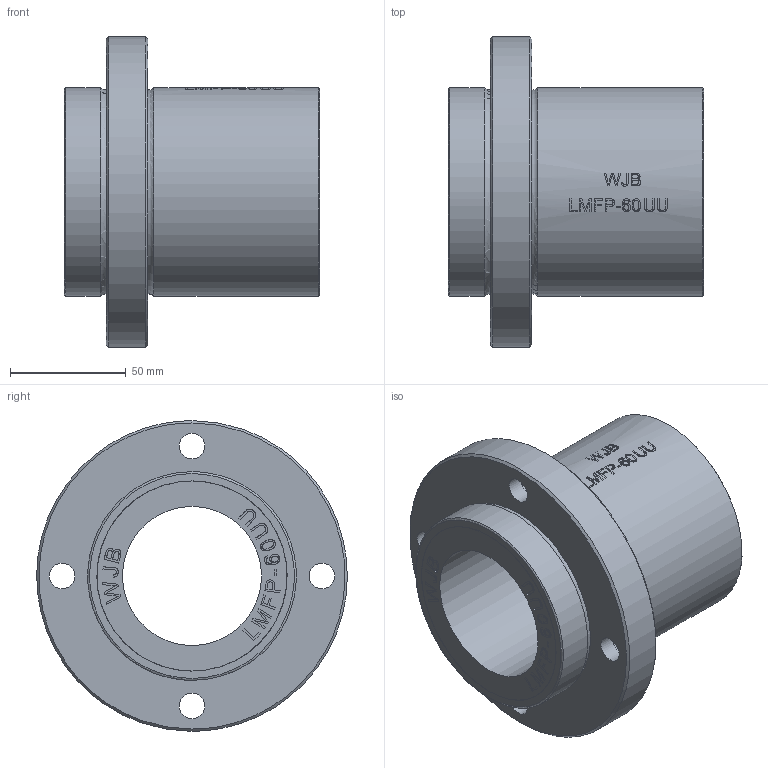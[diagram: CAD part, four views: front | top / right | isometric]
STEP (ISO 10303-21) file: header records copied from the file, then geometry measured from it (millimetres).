
FILE_DESCRIPTION(/* description */ (''),/* implementation_level */ '2;1');
FILE_NAME(/* name */ 'WJB-LMFP-60UU-3.stp',/* time_stamp */ '2019-01-26T18:59:02+08:00',/* author */ (''),/* organization */ (''),/* preprocessor_version */ 'ST-DEVELOPER v11',/* originating_system */ 'SIEMENS UGS NX 6.0',/* authorisation */ '');
FILE_SCHEMA (('CONFIG_CONTROL_DESIGN'));
Length unit declared in the file: millimetre
Products named in the file (1): ROCK97E1xpco
Bounding box: 110 x 133.99 x 134 mm (x, y, z)
Volume: 513563.9 mm3; surface area: 79564 mm2
Topology: 1 solids, 1 shells, 354 faces, 907 edges, 614 vertices
Faces by surface type: plane 209, extrusion 108, cylinder 31, torus 4, cone 2
Full cylindrical faces by diameter (mm): 11 x4, 17 x4, 60 x1, 82 x2, 90 x2, 134 x1
Entity records: 14624 total; most frequent: CARTESIAN_POINT 6627, ORIENTED_EDGE 1758, DIRECTION 1207, EDGE_CURVE 879, VERTEX_POINT 606, VECTOR 545, B_SPLINE_CURVE_WITH_KNOTS 466, EDGE_LOOP 443
